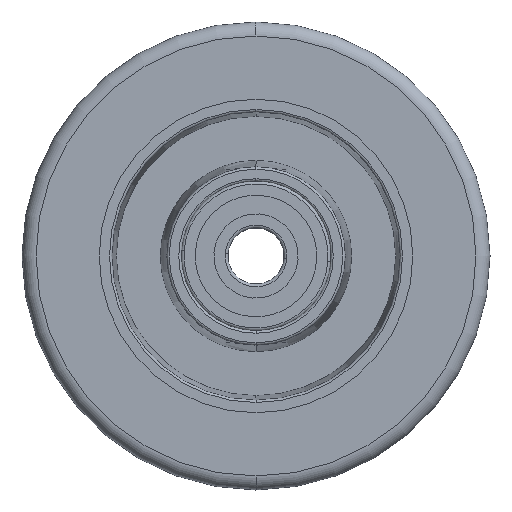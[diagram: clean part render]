
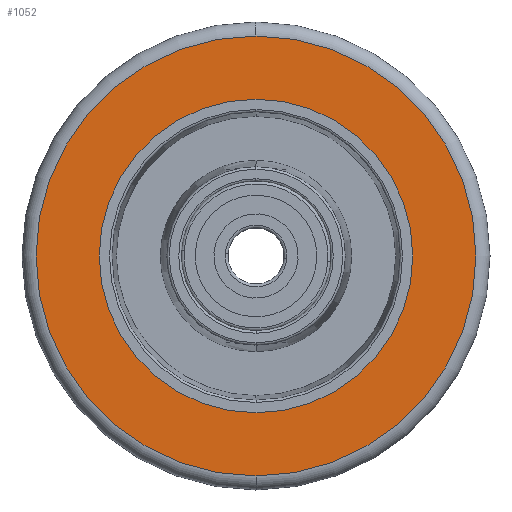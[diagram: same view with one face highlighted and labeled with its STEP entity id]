
A CAD part, left-side view. The second image highlights one B-rep face of the part: STEP entity #1052.
In plain terms, the highlighted planar face has unit normal (-1, 0, 0).
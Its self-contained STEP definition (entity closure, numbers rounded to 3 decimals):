
#25 = CARTESIAN_POINT ( 'NONE',  ( -15., 0., -33.5 ) ) ;
#52 = CARTESIAN_POINT ( 'NONE',  ( -15., 0., 0. ) ) ;
#53 = CARTESIAN_POINT ( 'NONE',  ( -15., 0., 47. ) ) ;
#145 = EDGE_CURVE ( 'NONE', #1651, #2661, #3781, .T. ) ;
#222 = DIRECTION ( 'NONE',  ( 0., 0., -1. ) ) ;
#364 = AXIS2_PLACEMENT_3D ( 'NONE', #1429, #837, #1905 ) ;
#679 = CARTESIAN_POINT ( 'NONE',  ( -15., 33.5, 0. ) ) ;
#837 = DIRECTION ( 'NONE',  ( -1., 0., 0. ) ) ;
#1050 = CARTESIAN_POINT ( 'NONE',  ( -15., 0., 0. ) ) ;
#1052 = ADVANCED_FACE ( 'NONE', ( #3199, #4773 ), #1295, .F. ) ;
#1089 = EDGE_CURVE ( 'NONE', #1389, #3049, #4901, .T. ) ;
#1295 = PLANE ( 'NONE',  #3355 ) ;
#1389 = VERTEX_POINT ( 'NONE', #2470 ) ;
#1429 = CARTESIAN_POINT ( 'NONE',  ( -15., 0., 0. ) ) ;
#1614 = DIRECTION ( 'NONE',  ( 0., 0., 1. ) ) ;
#1651 = VERTEX_POINT ( 'NONE', #3401 ) ;
#1670 = AXIS2_PLACEMENT_3D ( 'NONE', #1050, #1883, #222 ) ;
#1883 = DIRECTION ( 'NONE',  ( -1., 0., 0. ) ) ;
#1893 = DIRECTION ( 'NONE',  ( -1., 0., 0. ) ) ;
#1905 = DIRECTION ( 'NONE',  ( 0., 0., -1. ) ) ;
#2289 = EDGE_LOOP ( 'NONE', ( #4308, #2905 ) ) ;
#2435 = DIRECTION ( 'NONE',  ( 0., 0., 1. ) ) ;
#2442 = EDGE_CURVE ( 'NONE', #3049, #1389, #4591, .T. ) ;
#2470 = CARTESIAN_POINT ( 'NONE',  ( -15., 0., -47. ) ) ;
#2661 = VERTEX_POINT ( 'NONE', #25 ) ;
#2854 = ORIENTED_EDGE ( 'NONE', *, *, #2442, .T. ) ;
#2872 = AXIS2_PLACEMENT_3D ( 'NONE', #4993, #1893, #2435 ) ;
#2905 = ORIENTED_EDGE ( 'NONE', *, *, #4554, .F. ) ;
#3049 = VERTEX_POINT ( 'NONE', #53 ) ;
#3155 = ORIENTED_EDGE ( 'NONE', *, *, #1089, .T. ) ;
#3199 = FACE_OUTER_BOUND ( 'NONE', #5001, .T. ) ;
#3355 = AXIS2_PLACEMENT_3D ( 'NONE', #679, #4848, #4568 ) ;
#3401 = CARTESIAN_POINT ( 'NONE',  ( -15., 0., 33.5 ) ) ;
#3781 = CIRCLE ( 'NONE', #2872, 33.5 ) ;
#3996 = AXIS2_PLACEMENT_3D ( 'NONE', #52, #4615, #1614 ) ;
#4308 = ORIENTED_EDGE ( 'NONE', *, *, #145, .F. ) ;
#4554 = EDGE_CURVE ( 'NONE', #2661, #1651, #4801, .T. ) ;
#4568 = DIRECTION ( 'NONE',  ( 0., 0., -1. ) ) ;
#4591 = CIRCLE ( 'NONE', #1670, 47. ) ;
#4615 = DIRECTION ( 'NONE',  ( -1., 0., 0. ) ) ;
#4773 = FACE_BOUND ( 'NONE', #2289, .T. ) ;
#4801 = CIRCLE ( 'NONE', #3996, 33.5 ) ;
#4848 = DIRECTION ( 'NONE',  ( 1., 0., 0. ) ) ;
#4901 = CIRCLE ( 'NONE', #364, 47. ) ;
#4993 = CARTESIAN_POINT ( 'NONE',  ( -15., 0., 0. ) ) ;
#5001 = EDGE_LOOP ( 'NONE', ( #3155, #2854 ) ) ;
